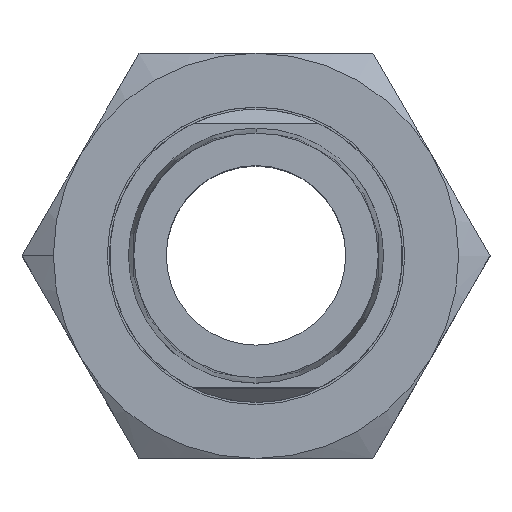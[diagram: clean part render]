
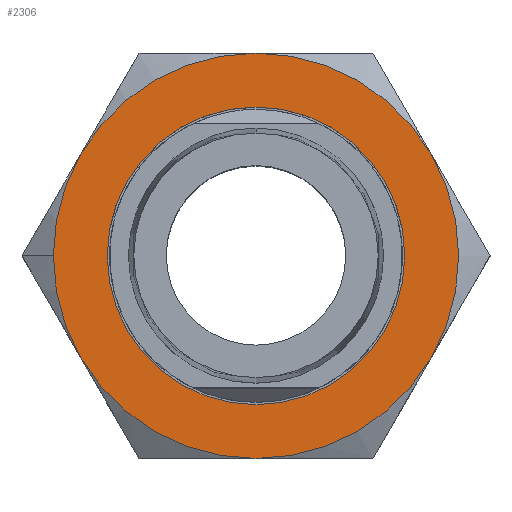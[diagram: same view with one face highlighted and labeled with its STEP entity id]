
A CAD part, top view. The second image highlights one B-rep face of the part: STEP entity #2306.
In plain terms, the highlighted planar face has unit normal (0, 0, 1).
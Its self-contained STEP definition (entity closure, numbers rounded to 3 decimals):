
#162 = EDGE_CURVE ( 'NONE', #2705, #2699, #500, .T. ) ;
#166 = EDGE_CURVE ( 'NONE', #2676, #2454, #493, .T. ) ;
#484 = DIRECTION ( 'NONE',  ( 1., 0., 0. ) ) ;
#485 = DIRECTION ( 'NONE',  ( 0., 0., 1. ) ) ;
#486 = AXIS2_PLACEMENT_3D ( 'NONE', #494, #485, #484 ) ;
#493 = CIRCLE ( 'NONE', #486, 21.45 ) ;
#494 = CARTESIAN_POINT ( 'NONE',  ( 0., 0., 9.5 ) ) ;
#496 = DIRECTION ( 'NONE',  ( 1., 0., 0. ) ) ;
#497 = DIRECTION ( 'NONE',  ( 0., 0., 1. ) ) ;
#498 = CARTESIAN_POINT ( 'NONE',  ( 0., 0., 9.5 ) ) ;
#499 = AXIS2_PLACEMENT_3D ( 'NONE', #498, #497, #496 ) ;
#500 = CIRCLE ( 'NONE', #499, 21.45 ) ;
#762 = DIRECTION ( 'NONE',  ( 1., 0., 0. ) ) ;
#763 = DIRECTION ( 'NONE',  ( 0., 0., 1. ) ) ;
#764 = CARTESIAN_POINT ( 'NONE',  ( 0., 0., 9.5 ) ) ;
#765 = AXIS2_PLACEMENT_3D ( 'NONE', #764, #763, #762 ) ;
#766 = CIRCLE ( 'NONE', #765, 15.75 ) ;
#786 = DIRECTION ( 'NONE',  ( -1., 0., 0. ) ) ;
#787 = DIRECTION ( 'NONE',  ( 0., 0., -1. ) ) ;
#788 = CARTESIAN_POINT ( 'NONE',  ( 0., 21.45, 9.5 ) ) ;
#789 = AXIS2_PLACEMENT_3D ( 'NONE', #788, #787, #786 ) ;
#790 = PLANE ( 'NONE',  #789 ) ;
#791 = FACE_OUTER_BOUND ( 'NONE', #2253, .T. ) ;
#792 = FACE_BOUND ( 'NONE', #2301, .T. ) ;
#1073 = CARTESIAN_POINT ( 'NONE',  ( -18.576, 10.725, 9.5 ) ) ;
#1152 = CIRCLE ( 'NONE', #1162, 21.45 ) ;
#1161 = DIRECTION ( 'NONE',  ( 0., 0., 1. ) ) ;
#1162 = AXIS2_PLACEMENT_3D ( 'NONE', #1164, #1161, #1212 ) ;
#1164 = CARTESIAN_POINT ( 'NONE',  ( 0., 0., 9.5 ) ) ;
#1212 = DIRECTION ( 'NONE',  ( 1., 0., 0. ) ) ;
#1245 = CARTESIAN_POINT ( 'NONE',  ( 15.75, 0., 9.5 ) ) ;
#1288 = DIRECTION ( 'NONE',  ( 1., 0., 0. ) ) ;
#1289 = DIRECTION ( 'NONE',  ( 0., 0., 1. ) ) ;
#1290 = CARTESIAN_POINT ( 'NONE',  ( 0., 0., 9.5 ) ) ;
#1291 = AXIS2_PLACEMENT_3D ( 'NONE', #1290, #1289, #1288 ) ;
#1296 = CIRCLE ( 'NONE', #1291, 15.75 ) ;
#1338 = CARTESIAN_POINT ( 'NONE',  ( -15.75, 0., 9.5 ) ) ;
#1379 = CARTESIAN_POINT ( 'NONE',  ( 18.576, 10.725, 9.5 ) ) ;
#1434 = CARTESIAN_POINT ( 'NONE',  ( 0., 21.45, 9.5 ) ) ;
#1492 = CARTESIAN_POINT ( 'NONE',  ( 0., 0., 9.5 ) ) ;
#1512 = DIRECTION ( 'NONE',  ( 1., 0., 0. ) ) ;
#1513 = DIRECTION ( 'NONE',  ( 0., 0., 1. ) ) ;
#1514 = CARTESIAN_POINT ( 'NONE',  ( 0., 0., 9.5 ) ) ;
#1515 = AXIS2_PLACEMENT_3D ( 'NONE', #1514, #1513, #1512 ) ;
#1516 = CIRCLE ( 'NONE', #1515, 21.45 ) ;
#1517 = CARTESIAN_POINT ( 'NONE',  ( 18.576, -10.725, 9.5 ) ) ;
#1518 = DIRECTION ( 'NONE',  ( 1., 0., 0. ) ) ;
#1519 = DIRECTION ( 'NONE',  ( 0., 0., 1. ) ) ;
#1520 = CARTESIAN_POINT ( 'NONE',  ( 0., 0., 9.5 ) ) ;
#1521 = AXIS2_PLACEMENT_3D ( 'NONE', #1520, #1519, #1518 ) ;
#1522 = CIRCLE ( 'NONE', #1521, 21.45 ) ;
#1523 = CARTESIAN_POINT ( 'NONE',  ( -18.576, -10.725, 9.5 ) ) ;
#1529 = DIRECTION ( 'NONE',  ( 1., 0., 0. ) ) ;
#1530 = DIRECTION ( 'NONE',  ( 0., 0., 1. ) ) ;
#1531 = CARTESIAN_POINT ( 'NONE',  ( 0., 0., 9.5 ) ) ;
#1532 = AXIS2_PLACEMENT_3D ( 'NONE', #1531, #1530, #1529 ) ;
#1533 = CIRCLE ( 'NONE', #1532, 21.45 ) ;
#1534 = CARTESIAN_POINT ( 'NONE',  ( 0., -21.45, 9.5 ) ) ;
#1541 = DIRECTION ( 'NONE',  ( 1., 0., 0. ) ) ;
#1542 = DIRECTION ( 'NONE',  ( 0., 0., 1. ) ) ;
#1543 = AXIS2_PLACEMENT_3D ( 'NONE', #1492, #1542, #1541 ) ;
#1551 = CIRCLE ( 'NONE', #1543, 21.45 ) ;
#1577 = CARTESIAN_POINT ( 'NONE',  ( -21.45, 0., 9.5 ) ) ;
#2229 = ORIENTED_EDGE ( 'NONE', *, *, #2569, .F. ) ;
#2253 = EDGE_LOOP ( 'NONE', ( #2579, #2584, #2581, #2580, #2582, #2592, #2594 ) ) ;
#2286 = EDGE_CURVE ( 'NONE', #2550, #2585, #766, .T. ) ;
#2296 = ORIENTED_EDGE ( 'NONE', *, *, #2286, .F. ) ;
#2301 = EDGE_LOOP ( 'NONE', ( #2296, #2229 ) ) ;
#2306 = ADVANCED_FACE ( 'NONE', ( #792, #791 ), #790, .F. ) ;
#2454 = VERTEX_POINT ( 'NONE', #1073 ) ;
#2499 = EDGE_CURVE ( 'NONE', #2454, #2711, #1152, .T. ) ;
#2550 = VERTEX_POINT ( 'NONE', #1245 ) ;
#2569 = EDGE_CURVE ( 'NONE', #2585, #2550, #1296, .T. ) ;
#2579 = ORIENTED_EDGE ( 'NONE', *, *, #2683, .T. ) ;
#2580 = ORIENTED_EDGE ( 'NONE', *, *, #2706, .T. ) ;
#2581 = ORIENTED_EDGE ( 'NONE', *, *, #2499, .T. ) ;
#2582 = ORIENTED_EDGE ( 'NONE', *, *, #162, .T. ) ;
#2584 = ORIENTED_EDGE ( 'NONE', *, *, #166, .T. ) ;
#2585 = VERTEX_POINT ( 'NONE', #1338 ) ;
#2592 = ORIENTED_EDGE ( 'NONE', *, *, #2693, .T. ) ;
#2594 = ORIENTED_EDGE ( 'NONE', *, *, #2700, .T. ) ;
#2647 = VERTEX_POINT ( 'NONE', #1379 ) ;
#2676 = VERTEX_POINT ( 'NONE', #1434 ) ;
#2683 = EDGE_CURVE ( 'NONE', #2647, #2676, #1516, .T. ) ;
#2693 = EDGE_CURVE ( 'NONE', #2699, #2707, #1551, .T. ) ;
#2699 = VERTEX_POINT ( 'NONE', #1534 ) ;
#2700 = EDGE_CURVE ( 'NONE', #2707, #2647, #1533, .T. ) ;
#2705 = VERTEX_POINT ( 'NONE', #1523 ) ;
#2706 = EDGE_CURVE ( 'NONE', #2711, #2705, #1522, .T. ) ;
#2707 = VERTEX_POINT ( 'NONE', #1517 ) ;
#2711 = VERTEX_POINT ( 'NONE', #1577 ) ;
